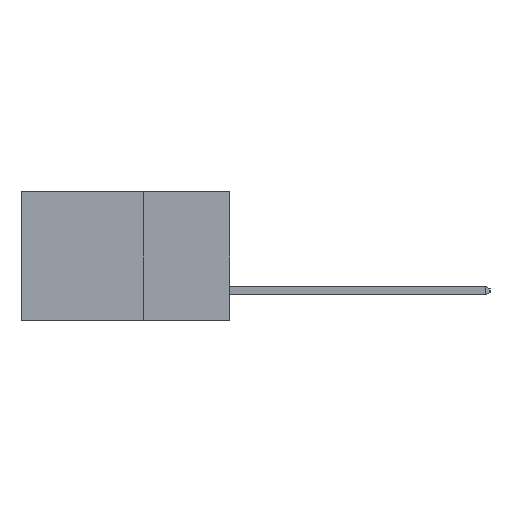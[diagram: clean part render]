
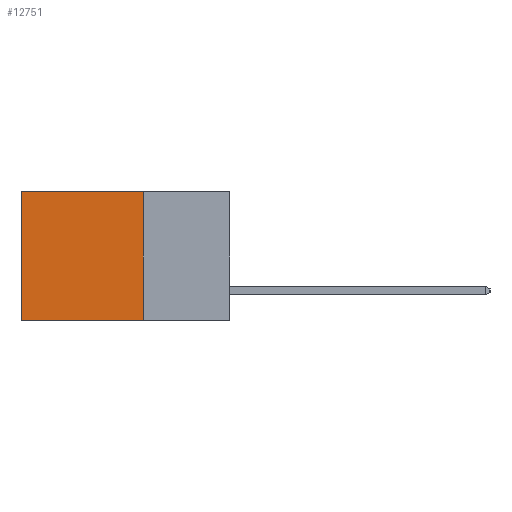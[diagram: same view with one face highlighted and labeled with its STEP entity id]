
A CAD part, left-side view. The second image highlights one B-rep face of the part: STEP entity #12751.
In plain terms, the highlighted planar face has unit normal (-1, 0, 0).
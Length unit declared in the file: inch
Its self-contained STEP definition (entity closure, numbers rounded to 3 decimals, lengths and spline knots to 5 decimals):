
#279 = DIRECTION ( 'NONE',  ( 0., 0., -1. ) ) ;
#646 = FACE_OUTER_BOUND ( 'NONE', #5595, .T. ) ;
#1220 = EDGE_CURVE ( 'NONE', #1704, #6196, #4233, .T. ) ;
#1609 = DIRECTION ( 'NONE',  ( 0., 0., -1. ) ) ;
#1669 = DIRECTION ( 'NONE',  ( 0., 1., 0. ) ) ;
#1704 = VERTEX_POINT ( 'NONE', #7201 ) ;
#1880 = VERTEX_POINT ( 'NONE', #7907 ) ;
#1903 = EDGE_CURVE ( 'NONE', #1880, #3517, #9289, .T. ) ;
#2837 = VECTOR ( 'NONE', #1669, 39.37008 ) ;
#3212 = CARTESIAN_POINT ( 'NONE',  ( 0.2615, 0.6, -0.37 ) ) ;
#3517 = VERTEX_POINT ( 'NONE', #12282 ) ;
#4233 = LINE ( 'NONE', #4849, #9844 ) ;
#4583 = PLANE ( 'NONE',  #6682 ) ;
#4849 = CARTESIAN_POINT ( 'NONE',  ( 0.2615, 0.6, -0.37 ) ) ;
#5595 = EDGE_LOOP ( 'NONE', ( #13811, #11842, #13393, #8962 ) ) ;
#5714 = LINE ( 'NONE', #13820, #2837 ) ;
#6196 = VERTEX_POINT ( 'NONE', #3212 ) ;
#6563 = CARTESIAN_POINT ( 'NONE',  ( 0.2615, 0.25, 0. ) ) ;
#6591 = EDGE_CURVE ( 'NONE', #3517, #6196, #5714, .T. ) ;
#6682 = AXIS2_PLACEMENT_3D ( 'NONE', #6730, #6774, #279 ) ;
#6730 = CARTESIAN_POINT ( 'NONE',  ( 0.2615, 0.25, -0.37 ) ) ;
#6774 = DIRECTION ( 'NONE',  ( 1., 0., 0. ) ) ;
#7201 = CARTESIAN_POINT ( 'NONE',  ( 0.2615, 0.6, 0. ) ) ;
#7907 = CARTESIAN_POINT ( 'NONE',  ( 0.2615, 0.25, 0. ) ) ;
#8962 = ORIENTED_EDGE ( 'NONE', *, *, #10593, .T. ) ;
#9289 = LINE ( 'NONE', #10341, #12280 ) ;
#9334 = VECTOR ( 'NONE', #10009, 39.37008 ) ;
#9844 = VECTOR ( 'NONE', #1609, 39.37008 ) ;
#10009 = DIRECTION ( 'NONE',  ( 0., 1., 0. ) ) ;
#10259 = DIRECTION ( 'NONE',  ( 0., 0., -1. ) ) ;
#10341 = CARTESIAN_POINT ( 'NONE',  ( 0.2615, 0.25, -0.37 ) ) ;
#10593 = EDGE_CURVE ( 'NONE', #1880, #1704, #12331, .T. ) ;
#11842 = ORIENTED_EDGE ( 'NONE', *, *, #6591, .F. ) ;
#12280 = VECTOR ( 'NONE', #10259, 39.37008 ) ;
#12282 = CARTESIAN_POINT ( 'NONE',  ( 0.2615, 0.25, -0.37 ) ) ;
#12331 = LINE ( 'NONE', #6563, #9334 ) ;
#12751 = ADVANCED_FACE ( 'NONE', ( #646 ), #4583, .F. ) ;
#13393 = ORIENTED_EDGE ( 'NONE', *, *, #1903, .F. ) ;
#13811 = ORIENTED_EDGE ( 'NONE', *, *, #1220, .T. ) ;
#13820 = CARTESIAN_POINT ( 'NONE',  ( 0.2615, 0.25, -0.37 ) ) ;
